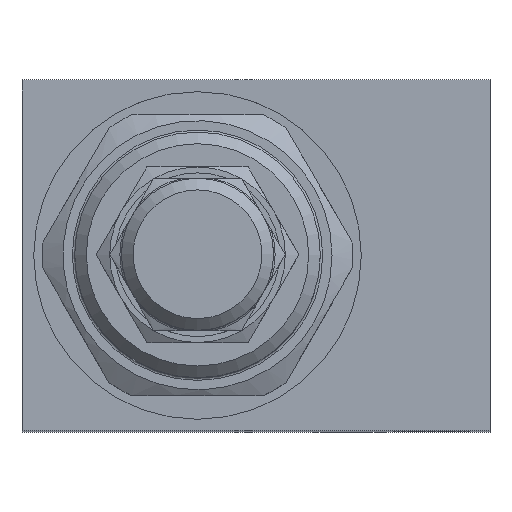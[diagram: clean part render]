
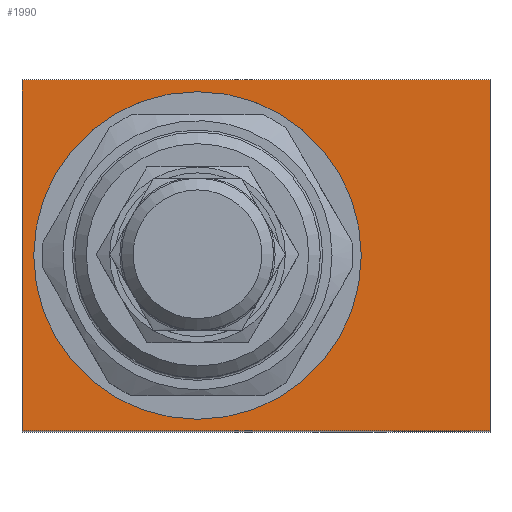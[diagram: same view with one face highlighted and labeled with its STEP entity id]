
A CAD part, top view. The second image highlights one B-rep face of the part: STEP entity #1990.
In plain terms, the highlighted planar face has unit normal (0, 0, 1).
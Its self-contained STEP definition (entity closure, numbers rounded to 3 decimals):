
#55=LINE('',#3492,#97);
#57=LINE('',#3497,#99);
#60=LINE('',#3503,#102);
#61=LINE('',#3504,#103);
#97=VECTOR('',#2690,1000.);
#99=VECTOR('',#2694,1000.);
#102=VECTOR('',#2699,1000.);
#103=VECTOR('',#2700,1000.);
#142=PLANE('',#2371);
#374=ORIENTED_EDGE('',*,*,#879,.F.);
#375=ORIENTED_EDGE('',*,*,#884,.F.);
#376=ORIENTED_EDGE('',*,*,#881,.T.);
#377=ORIENTED_EDGE('',*,*,#885,.T.);
#378=ORIENTED_EDGE('',*,*,#874,.T.);
#874=EDGE_CURVE('',#1137,#1137,#1326,.T.);
#879=EDGE_CURVE('',#1142,#1139,#55,.T.);
#881=EDGE_CURVE('',#1145,#1143,#57,.T.);
#884=EDGE_CURVE('',#1145,#1142,#60,.T.);
#885=EDGE_CURVE('',#1143,#1139,#61,.T.);
#1137=VERTEX_POINT('',#3480);
#1139=VERTEX_POINT('',#3486);
#1142=VERTEX_POINT('',#3491);
#1143=VERTEX_POINT('',#3495);
#1145=VERTEX_POINT('',#3498);
#1326=CIRCLE('',#2366,14.);
#1472=EDGE_LOOP('',(#374,#375,#376,#377));
#1473=EDGE_LOOP('',(#378));
#1717=FACE_BOUND('',#1472,.T.);
#1718=FACE_BOUND('',#1473,.T.);
#1990=ADVANCED_FACE('',(#1717,#1718),#142,.T.);
#2366=AXIS2_PLACEMENT_3D('',#3479,#2679,#2680);
#2371=AXIS2_PLACEMENT_3D('',#3502,#2697,#2698);
#2679=DIRECTION('',(0.,0.,-1.));
#2680=DIRECTION('',(0.,-1.,0.));
#2690=DIRECTION('',(-1.,0.,0.));
#2694=DIRECTION('',(-1.,0.,0.));
#2697=DIRECTION('',(0.,0.,1.));
#2698=DIRECTION('',(1.,0.,0.));
#2699=DIRECTION('',(0.,-1.,0.));
#2700=DIRECTION('',(0.,-1.,0.));
#3479=CARTESIAN_POINT('',(-5.,15.,26.));
#3480=CARTESIAN_POINT('',(-5.,1.,26.));
#3486=CARTESIAN_POINT('',(-20.,0.,26.));
#3491=CARTESIAN_POINT('',(20.,0.,26.));
#3492=CARTESIAN_POINT('',(20.,0.,26.));
#3495=CARTESIAN_POINT('',(-20.,30.,26.));
#3497=CARTESIAN_POINT('',(20.,30.,26.));
#3498=CARTESIAN_POINT('',(20.,30.,26.));
#3502=CARTESIAN_POINT('',(20.,30.,26.));
#3503=CARTESIAN_POINT('',(20.,30.,26.));
#3504=CARTESIAN_POINT('',(-20.,30.,26.));
